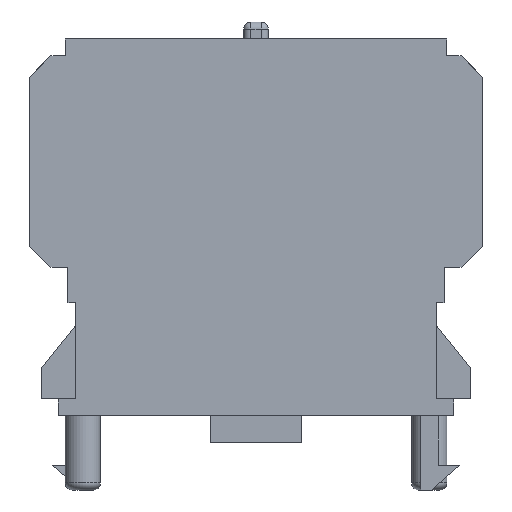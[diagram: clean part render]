
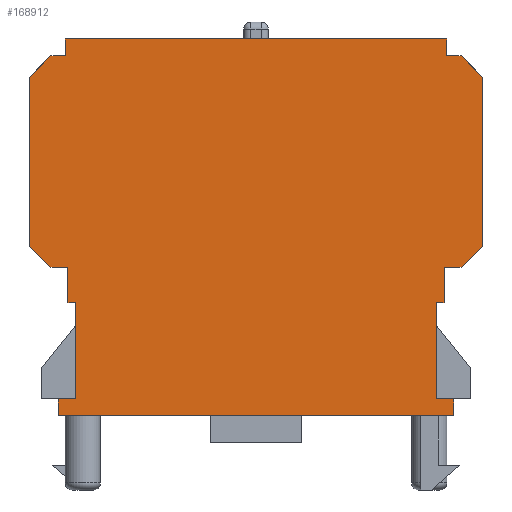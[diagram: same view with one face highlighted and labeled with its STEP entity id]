
A CAD part, left-side view. The second image highlights one B-rep face of the part: STEP entity #168912.
In plain terms, the highlighted planar face has unit normal (-1, 0, 0).
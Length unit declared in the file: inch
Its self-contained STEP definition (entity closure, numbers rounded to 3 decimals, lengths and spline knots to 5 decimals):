
#36095=CARTESIAN_POINT('',(-0.72343,-0.50197,-0.15945));
#36096=VERTEX_POINT('',#36095);
#36103=CARTESIAN_POINT('',(-0.72343,-0.55118,-0.15945));
#36104=VERTEX_POINT('',#36103);
#36105=CARTESIAN_POINT('',(-0.72343,-0.50197,-0.15945));
#36106=DIRECTION('',(0.0,-1.0,0.0));
#36107=VECTOR('',#36106,0.04921);
#36108=LINE('',#36105,#36107);
#36109=EDGE_CURVE('',#36096,#36104,#36108,.T.);
#36639=CARTESIAN_POINT('',(-0.72343,0.55118,-0.15945));
#36640=VERTEX_POINT('',#36639);
#36647=CARTESIAN_POINT('',(-0.72343,0.50197,-0.15945));
#36648=VERTEX_POINT('',#36647);
#36649=CARTESIAN_POINT('',(-0.72343,0.50197,-0.15945));
#36650=DIRECTION('',(0.0,1.0,0.0));
#36651=VECTOR('',#36650,0.04921);
#36652=LINE('',#36649,#36651);
#36653=EDGE_CURVE('',#36648,#36640,#36652,.T.);
#91063=CARTESIAN_POINT('',(-0.72343,-0.5315,0.84252));
#91064=VERTEX_POINT('',#91063);
#91065=CARTESIAN_POINT('',(-0.72343,0.5315,0.84252));
#91066=VERTEX_POINT('',#91065);
#91067=CARTESIAN_POINT('',(-0.72343,-0.5315,0.84252));
#91068=DIRECTION('',(0.0,1.0,0.0));
#91069=VECTOR('',#91068,1.06299);
#91070=LINE('',#91067,#91069);
#91071=EDGE_CURVE('',#91064,#91066,#91070,.T.);
#104431=CARTESIAN_POINT('',(-0.72343,0.5315,0.79528));
#104432=VERTEX_POINT('',#104431);
#104439=CARTESIAN_POINT('',(-0.72343,0.5315,0.84252));
#104440=DIRECTION('',(0.0,0.0,-1.0));
#104441=VECTOR('',#104440,0.04724);
#104442=LINE('',#104439,#104441);
#104443=EDGE_CURVE('',#91066,#104432,#104442,.T.);
#104454=CARTESIAN_POINT('',(-0.72343,-0.5315,0.79528));
#104455=VERTEX_POINT('',#104454);
#104456=CARTESIAN_POINT('',(-0.72343,-0.5315,0.84252));
#104457=DIRECTION('',(0.0,0.0,-1.0));
#104458=VECTOR('',#104457,0.04724);
#104459=LINE('',#104456,#104458);
#104460=EDGE_CURVE('',#91064,#104455,#104459,.T.);
#104584=CARTESIAN_POINT('',(-0.72343,-0.57087,0.79528));
#104585=VERTEX_POINT('',#104584);
#104586=CARTESIAN_POINT('',(-0.72343,-0.57087,0.79528));
#104587=DIRECTION('',(0.0,1.0,0.0));
#104588=VECTOR('',#104587,0.03937);
#104589=LINE('',#104586,#104588);
#104590=EDGE_CURVE('',#104585,#104455,#104589,.T.);
#104640=CARTESIAN_POINT('',(-0.72343,0.57087,0.79528));
#104641=VERTEX_POINT('',#104640);
#104648=CARTESIAN_POINT('',(-0.72343,0.5315,0.79528));
#104649=DIRECTION('',(0.0,1.0,0.0));
#104650=VECTOR('',#104649,0.03937);
#104651=LINE('',#104648,#104650);
#104652=EDGE_CURVE('',#104432,#104641,#104651,.T.);
#146021=CARTESIAN_POINT('',(-0.72343,0.52362,0.20669));
#146022=VERTEX_POINT('',#146021);
#146029=CARTESIAN_POINT('',(-0.72343,0.57087,0.20669));
#146030=VERTEX_POINT('',#146029);
#146031=CARTESIAN_POINT('',(-0.72343,0.57087,0.20669));
#146032=DIRECTION('',(0.0,-1.0,0.0));
#146033=VECTOR('',#146032,0.04724);
#146034=LINE('',#146031,#146033);
#146035=EDGE_CURVE('',#146030,#146022,#146034,.T.);
#146212=CARTESIAN_POINT('',(-0.72343,0.62992,0.73622));
#146213=VERTEX_POINT('',#146212);
#146214=CARTESIAN_POINT('',(-0.72343,0.62992,0.73622));
#146215=DIRECTION('',(0.0,-0.707,0.707));
#146216=VECTOR('',#146215,0.08352);
#146217=LINE('',#146214,#146216);
#146218=EDGE_CURVE('',#146213,#104641,#146217,.T.);
#146292=CARTESIAN_POINT('',(-0.72343,0.62992,0.26575));
#146293=VERTEX_POINT('',#146292);
#146300=CARTESIAN_POINT('',(-0.72343,0.62992,0.26575));
#146301=DIRECTION('',(0.0,0.0,1.0));
#146302=VECTOR('',#146301,0.47047);
#146303=LINE('',#146300,#146302);
#146304=EDGE_CURVE('',#146293,#146213,#146303,.T.);
#146314=CARTESIAN_POINT('',(-0.72343,0.57087,0.20669));
#146315=DIRECTION('',(0.0,0.707,0.707));
#146316=VECTOR('',#146315,0.08352);
#146317=LINE('',#146314,#146316);
#146318=EDGE_CURVE('',#146030,#146293,#146317,.T.);
#147806=CARTESIAN_POINT('',(-0.72343,-0.62992,0.73622));
#147807=VERTEX_POINT('',#147806);
#147808=CARTESIAN_POINT('',(-0.72343,-0.57087,0.79528));
#147809=DIRECTION('',(0.0,-0.707,-0.707));
#147810=VECTOR('',#147809,0.08352);
#147811=LINE('',#147808,#147810);
#147812=EDGE_CURVE('',#104585,#147807,#147811,.T.);
#147895=CARTESIAN_POINT('',(-0.72343,-0.62992,0.26575));
#147896=VERTEX_POINT('',#147895);
#147897=CARTESIAN_POINT('',(-0.72343,-0.62992,0.26575));
#147898=DIRECTION('',(0.0,0.0,1.0));
#147899=VECTOR('',#147898,0.47047);
#147900=LINE('',#147897,#147899);
#147901=EDGE_CURVE('',#147896,#147807,#147900,.T.);
#147927=CARTESIAN_POINT('',(-0.72343,-0.57087,0.20669));
#147928=VERTEX_POINT('',#147927);
#147929=CARTESIAN_POINT('',(-0.72343,-0.62992,0.26575));
#147930=DIRECTION('',(0.,0.707,-0.707));
#147931=VECTOR('',#147930,0.08352);
#147932=LINE('',#147929,#147931);
#147933=EDGE_CURVE('',#147896,#147928,#147932,.T.);
#147949=CARTESIAN_POINT('',(-0.72343,-0.52362,0.20669));
#147950=VERTEX_POINT('',#147949);
#147959=CARTESIAN_POINT('',(-0.72343,-0.52362,0.20669));
#147960=DIRECTION('',(0.0,-1.0,0.0));
#147961=VECTOR('',#147960,0.04724);
#147962=LINE('',#147959,#147961);
#147963=EDGE_CURVE('',#147950,#147928,#147962,.T.);
#161150=CARTESIAN_POINT('',(-0.72343,0.50197,0.10827));
#161151=VERTEX_POINT('',#161150);
#161158=CARTESIAN_POINT('',(-0.72343,0.52362,0.10827));
#161159=VERTEX_POINT('',#161158);
#161160=CARTESIAN_POINT('',(-0.72343,0.50197,0.10827));
#161161=DIRECTION('',(0.0,1.0,0.0));
#161162=VECTOR('',#161161,0.02165);
#161163=LINE('',#161160,#161162);
#161164=EDGE_CURVE('',#161151,#161159,#161163,.T.);
#161257=CARTESIAN_POINT('',(-0.72343,-0.55118,-0.20669));
#161258=VERTEX_POINT('',#161257);
#161265=CARTESIAN_POINT('',(-0.72343,0.55118,-0.20669));
#161266=VERTEX_POINT('',#161265);
#161267=CARTESIAN_POINT('',(-0.72343,0.55118,-0.20669));
#161268=DIRECTION('',(0.0,-1.0,0.0));
#161269=VECTOR('',#161268,1.10236);
#161270=LINE('',#161267,#161269);
#161271=EDGE_CURVE('',#161266,#161258,#161270,.T.);
#164160=CARTESIAN_POINT('',(-0.72343,0.52362,0.10827));
#164161=DIRECTION('',(0.0,0.0,1.0));
#164162=VECTOR('',#164161,0.09843);
#164163=LINE('',#164160,#164162);
#164164=EDGE_CURVE('',#161159,#146022,#164163,.T.);
#164325=CARTESIAN_POINT('',(-0.72343,0.55118,-0.20669));
#164326=DIRECTION('',(0.0,0.0,1.0));
#164327=VECTOR('',#164326,0.04724);
#164328=LINE('',#164325,#164327);
#164329=EDGE_CURVE('',#161266,#36640,#164328,.T.);
#164688=CARTESIAN_POINT('',(-0.72343,-0.52362,0.10827));
#164689=VERTEX_POINT('',#164688);
#164696=CARTESIAN_POINT('',(-0.72343,-0.50197,0.10827));
#164697=VERTEX_POINT('',#164696);
#164698=CARTESIAN_POINT('',(-0.72343,-0.50197,0.10827));
#164699=DIRECTION('',(0.0,-1.0,0.0));
#164700=VECTOR('',#164699,0.02165);
#164701=LINE('',#164698,#164700);
#164702=EDGE_CURVE('',#164697,#164689,#164701,.T.);
#165820=CARTESIAN_POINT('',(-0.72343,-0.55118,-0.20669));
#165821=DIRECTION('',(0.0,0.0,1.0));
#165822=VECTOR('',#165821,0.04724);
#165823=LINE('',#165820,#165822);
#165824=EDGE_CURVE('',#161258,#36104,#165823,.T.);
#165900=CARTESIAN_POINT('',(-0.72343,-0.50197,0.10827));
#165901=DIRECTION('',(0.0,0.0,-1.0));
#165902=VECTOR('',#165901,0.26772);
#165903=LINE('',#165900,#165902);
#165904=EDGE_CURVE('',#164697,#36096,#165903,.T.);
#167216=CARTESIAN_POINT('',(-0.72343,-0.52362,0.10827));
#167217=DIRECTION('',(0.0,0.0,1.0));
#167218=VECTOR('',#167217,0.09843);
#167219=LINE('',#167216,#167218);
#167220=EDGE_CURVE('',#164689,#147950,#167219,.T.);
#168876=CARTESIAN_POINT('',(-0.72343,-0.50197,0.0));
#168877=DIRECTION('',(-1.0,0.0,0.0));
#168878=DIRECTION('',(0.0,0.0,1.0));
#168879=AXIS2_PLACEMENT_3D('',#168876,#168877,#168878);
#168880=PLANE('',#168879);
#168881=ORIENTED_EDGE('',*,*,#164164,.F.);
#168882=ORIENTED_EDGE('',*,*,#161164,.F.);
#168883=CARTESIAN_POINT('',(-0.72343,0.50197,-0.15945));
#168884=DIRECTION('',(0.0,0.0,1.0));
#168885=VECTOR('',#168884,0.26772);
#168886=LINE('',#168883,#168885);
#168887=EDGE_CURVE('',#36648,#161151,#168886,.T.);
#168888=ORIENTED_EDGE('',*,*,#168887,.F.);
#168889=ORIENTED_EDGE('',*,*,#36653,.T.);
#168890=ORIENTED_EDGE('',*,*,#164329,.F.);
#168891=ORIENTED_EDGE('',*,*,#161271,.T.);
#168892=ORIENTED_EDGE('',*,*,#165824,.T.);
#168893=ORIENTED_EDGE('',*,*,#36109,.F.);
#168894=ORIENTED_EDGE('',*,*,#165904,.F.);
#168895=ORIENTED_EDGE('',*,*,#164702,.T.);
#168896=ORIENTED_EDGE('',*,*,#167220,.T.);
#168897=ORIENTED_EDGE('',*,*,#147963,.T.);
#168898=ORIENTED_EDGE('',*,*,#147933,.F.);
#168899=ORIENTED_EDGE('',*,*,#147901,.T.);
#168900=ORIENTED_EDGE('',*,*,#147812,.F.);
#168901=ORIENTED_EDGE('',*,*,#104590,.T.);
#168902=ORIENTED_EDGE('',*,*,#104460,.F.);
#168903=ORIENTED_EDGE('',*,*,#91071,.T.);
#168904=ORIENTED_EDGE('',*,*,#104443,.T.);
#168905=ORIENTED_EDGE('',*,*,#104652,.T.);
#168906=ORIENTED_EDGE('',*,*,#146218,.F.);
#168907=ORIENTED_EDGE('',*,*,#146304,.F.);
#168908=ORIENTED_EDGE('',*,*,#146318,.F.);
#168909=ORIENTED_EDGE('',*,*,#146035,.T.);
#168910=EDGE_LOOP('',(#168881,#168882,#168888,#168889,#168890,#168891,#168892,#168893,#168894,#168895,#168896,#168897,#168898,#168899,#168900,#168901,#168902,#168903,#168904,#168905,#168906,#168907,#168908,#168909));
#168911=FACE_OUTER_BOUND('',#168910,.T.);
#168912=ADVANCED_FACE('',(#168911),#168880,.T.);
